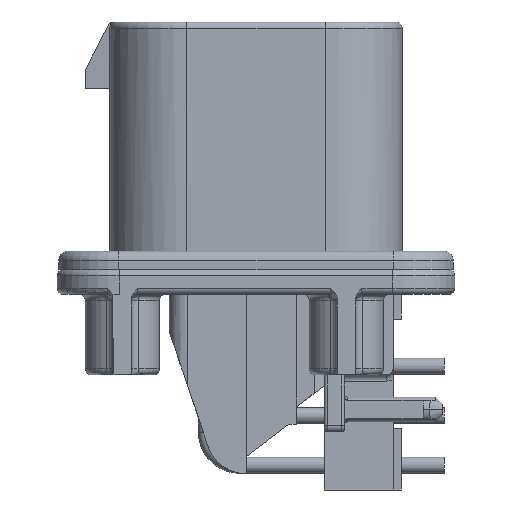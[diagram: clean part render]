
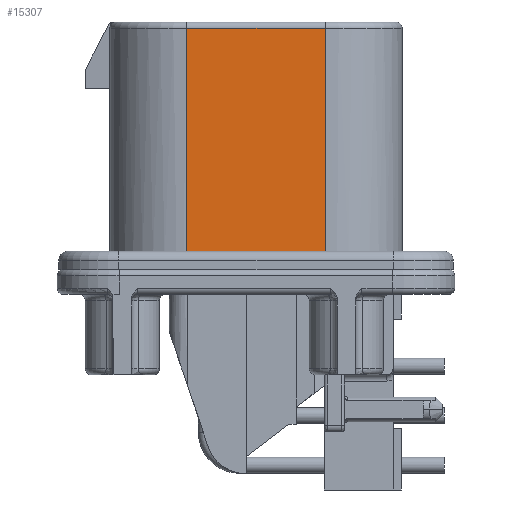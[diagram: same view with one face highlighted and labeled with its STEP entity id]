
A CAD part, left-side view. The second image highlights one B-rep face of the part: STEP entity #15307.
In plain terms, the highlighted planar face has unit normal (-1, 0, 0).
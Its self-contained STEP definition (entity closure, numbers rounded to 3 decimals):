
#2075=EDGE_CURVE('',#5268,#5265,#5269,.T.);
#2395=EDGE_CURVE('',#5734,#5738,#5739,.T.);
#2515=EDGE_CURVE('',#5899,#5268,#5907,.T.);
#2517=EDGE_CURVE('',#5265,#5909,#5910,.T.);
#2519=EDGE_CURVE('',#5909,#5738,#5912,.T.);
#2521=EDGE_CURVE('',#5899,#5734,#5914,.T.);
#5265=VERTEX_POINT('',#9937);
#5268=VERTEX_POINT('',#9941);
#5269=LINE('',#9942,#9943);
#5734=VERTEX_POINT('',#10686);
#5738=VERTEX_POINT('',#10691);
#5739=LINE('',#10692,#10693);
#5899=VERTEX_POINT('',#10960);
#5907=LINE('',#10972,#10973);
#5909=VERTEX_POINT('',#10976);
#5910=LINE('',#10977,#10978);
#5912=LINE('',#10981,#10982);
#5914=LINE('',#10985,#10986);
#9937=CARTESIAN_POINT('',(-11.7,-3.05,-20.0));
#9941=CARTESIAN_POINT('',(-11.7,5.6,-20.0));
#9942=CARTESIAN_POINT('',(-11.7,5.6,-20.0));
#9943=VECTOR('',#16295,8.65);
#10686=CARTESIAN_POINT('',(-11.7,-5.6,-0.5));
#10691=CARTESIAN_POINT('',(-11.7,-5.6,-19.25));
#10692=CARTESIAN_POINT('',(-11.7,-5.6,-0.5));
#10693=VECTOR('',#16535,18.75);
#10960=CARTESIAN_POINT('',(-11.7,5.6,-0.5));
#10972=CARTESIAN_POINT('',(-11.7,5.6,-0.5));
#10973=VECTOR('',#16625,19.5);
#10976=CARTESIAN_POINT('',(-11.7,-3.05,-19.25));
#10977=CARTESIAN_POINT('',(-11.7,-3.05,-20.0));
#10978=VECTOR('',#16626,0.75);
#10981=CARTESIAN_POINT('',(-11.7,-3.05,-19.25));
#10982=VECTOR('',#16627,2.55);
#10985=CARTESIAN_POINT('',(-11.7,5.6,-0.5));
#10986=VECTOR('',#16628,11.2);
#15307=ADVANCED_FACE('',(#18291),#18292,.T.);
#16295=DIRECTION('',(0.0,-1.0,0.0));
#16535=DIRECTION('',(0.0,0.,-1.0));
#16625=DIRECTION('',(0.0,0.,-1.0));
#16626=DIRECTION('',(0.0,0.0,1.0));
#16627=DIRECTION('',(0.0,-1.0,0.0));
#16628=DIRECTION('',(0.0,-1.0,0.0));
#18291=FACE_OUTER_BOUND('',#19464,.T.);
#18292=PLANE('',#19465);
#19464=EDGE_LOOP('',(#22395,#22396,#22397,#22398,#22399,#22400));
#19465=AXIS2_PLACEMENT_3D('',#22401,#22402,#22403);
#22395=ORIENTED_EDGE('',*,*,#2075,.T.);
#22396=ORIENTED_EDGE('',*,*,#2517,.T.);
#22397=ORIENTED_EDGE('',*,*,#2519,.T.);
#22398=ORIENTED_EDGE('',*,*,#2395,.F.);
#22399=ORIENTED_EDGE('',*,*,#2521,.F.);
#22400=ORIENTED_EDGE('',*,*,#2515,.T.);
#22401=CARTESIAN_POINT('',(-11.7,-5.6,-20.0));
#22402=DIRECTION('',(-1.0,0.0,0.0));
#22403=DIRECTION('',(0.0,0.0,1.0));
